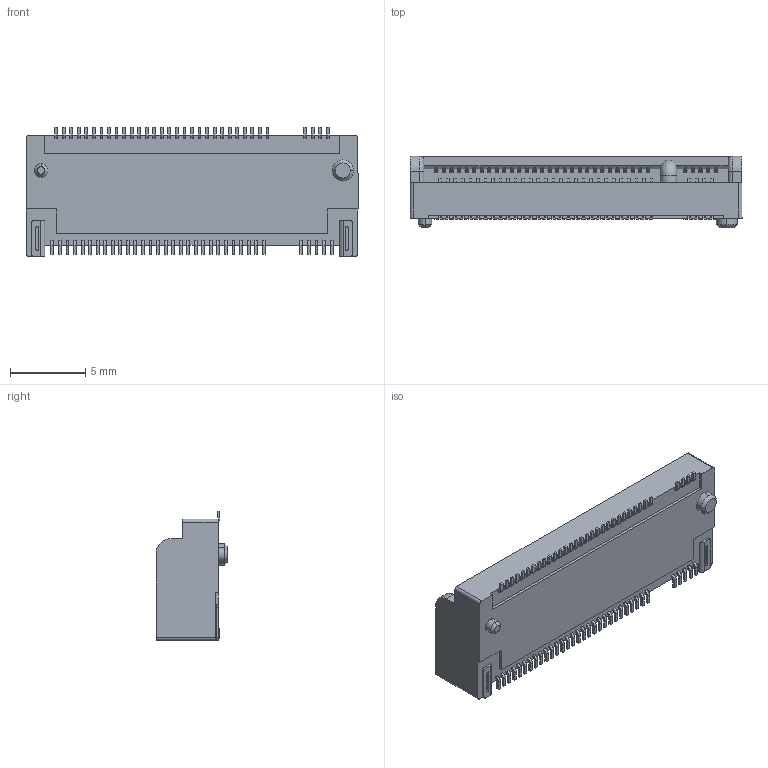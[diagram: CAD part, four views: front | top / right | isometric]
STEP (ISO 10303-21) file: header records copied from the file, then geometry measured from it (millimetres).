
FILE_DESCRIPTION (( 'STEP AP214' ), '1' );
FILE_NAME ('MDT420M02003.STEP', '2023-06-28T02:59:45', ( '' ), ( '' ), 'SwSTEP 2.0', 'SolidWorks 2017', '' );
FILE_SCHEMA (( 'AUTOMOTIVE_DESIGN' ));
Length unit declared in the file: millimetre
Products named in the file (2): MDT420M02003_MDT420M02003; MDT420M02003
Assembly tree (1 placements, depth 2):
  MDT420M02003
    MDT420M02003_MDT420M02003
Bounding box: 22 x 4.77 x 8.55 mm (x, y, z)
Volume: 530.2 mm3; surface area: 753 mm2
Topology: 1 solids, 1 shells, 1661 faces, 4453 edges, 2876 vertices
Faces by surface type: plane 1289, cylinder 365, cone 4, bspline 2, torus 1
Entity records: 51360 total; most frequent: CARTESIAN_POINT 9040, ORIENTED_EDGE 8906, DIRECTION 8514, EDGE_CURVE 4453, VECTOR 3710, LINE 3710, VERTEX_POINT 2876, AXIS2_PLACEMENT_3D 2402
